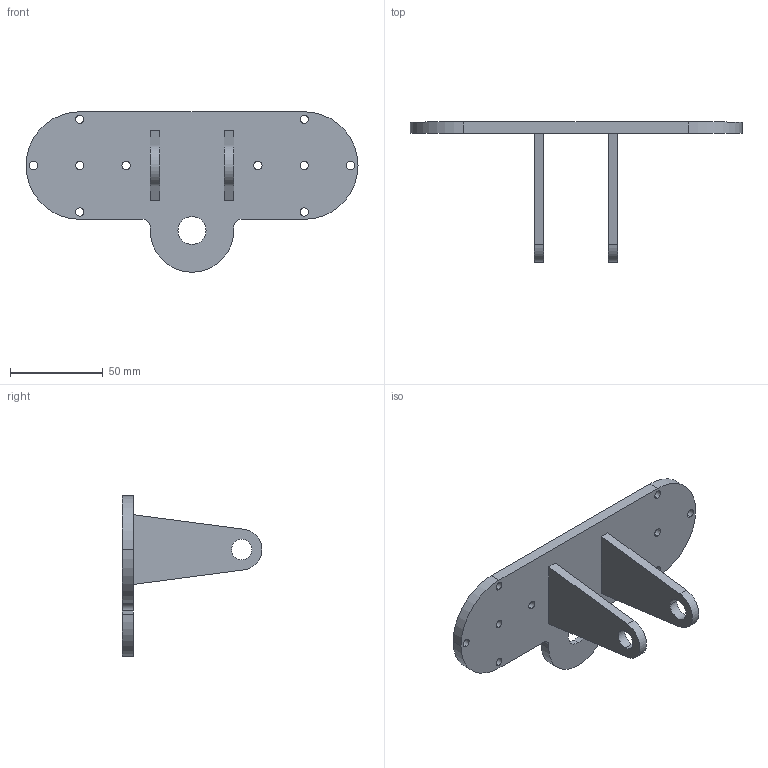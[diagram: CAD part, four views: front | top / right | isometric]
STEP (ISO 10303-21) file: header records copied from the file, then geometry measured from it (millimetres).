
FILE_DESCRIPTION (( 'STEP AP214' ), '1' );
FILE_NAME ('REM_USI_105.STEP', '2021-05-17T07:48:36', ( '' ), ( '' ), 'SwSTEP 2.0', 'SolidWorks 2016', '' );
FILE_SCHEMA (( 'AUTOMOTIVE_DESIGN' ));
Length unit declared in the file: millimetre
Products named in the file (1): REM_USI_105
Bounding box: 179 x 75.46 x 86.5 mm (x, y, z)
Volume: 79620 mm3; surface area: 33623.2 mm2
Topology: 1 solids, 1 shells, 52 faces, 141 edges, 94 vertices
Faces by surface type: cylinder 36, plane 16
Entity records: 1763 total; most frequent: DIRECTION 319, CARTESIAN_POINT 288, ORIENTED_EDGE 282, EDGE_CURVE 141, AXIS2_PLACEMENT_3D 125, VERTEX_POINT 94, EDGE_LOOP 81, CIRCLE 72
